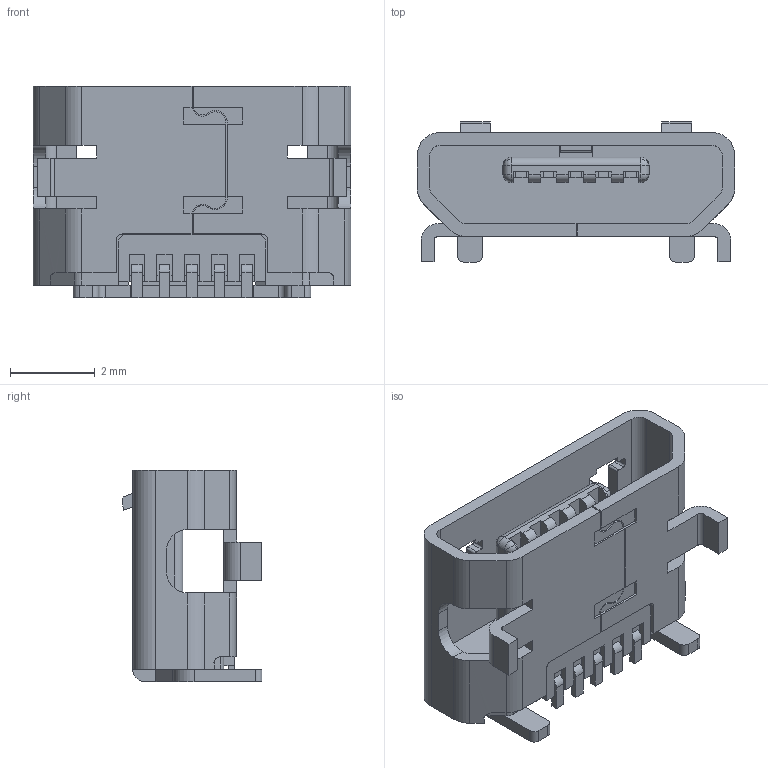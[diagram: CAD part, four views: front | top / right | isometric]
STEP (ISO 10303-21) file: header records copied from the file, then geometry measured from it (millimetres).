
FILE_DESCRIPTION(('STEP AP203'),'1');
FILE_NAME('105017-1001.stp','2021-04-09T05:16:15',('TraceParts'),('TraceParts S.A.'),'Spatial InterOp 3D',' ',' ');
FILE_SCHEMA(('CONFIG_CONTROL_DESIGN'));
Length unit declared in the file: millimetre
Products named in the file (1): 1
Bounding box: 7.5 x 3.3 x 5 mm (x, y, z)
Volume: 41.5 mm3; surface area: 247.6 mm2
Topology: 1 solids, 1 shells, 391 faces, 1201 edges, 778 vertices
Faces by surface type: plane 272, cylinder 111, sphere 8
Entity records: 13395 total; most frequent: CARTESIAN_POINT 2441, ORIENTED_EDGE 2386, DIRECTION 2199, EDGE_CURVE 1193, LINE 947, VECTOR 947, VERTEX_POINT 778, AXIS2_PLACEMENT_3D 626
